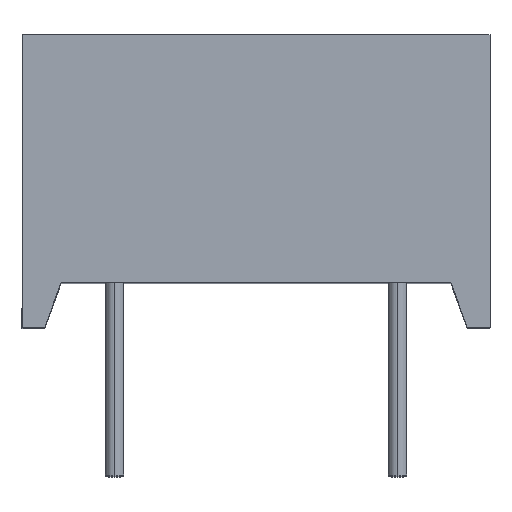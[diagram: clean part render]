
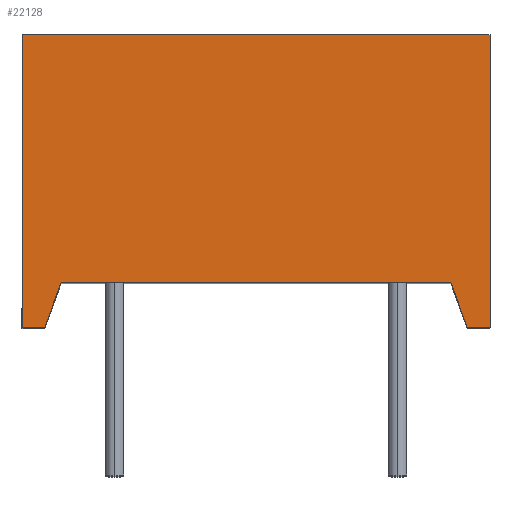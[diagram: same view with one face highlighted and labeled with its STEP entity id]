
A CAD part, top view. The second image highlights one B-rep face of the part: STEP entity #22128.
In plain terms, the highlighted planar face has unit normal (0, 0, 1).
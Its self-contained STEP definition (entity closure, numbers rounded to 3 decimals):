
#147 = VERTEX_POINT ( 'NONE', #13496 ) ;
#160 = CARTESIAN_POINT ( 'NONE',  ( 2.389, 1.192, 9.5 ) ) ;
#161 = LINE ( 'NONE', #160, #213 ) ;
#212 = DIRECTION ( 'NONE',  ( -0.342, 0.94, 0. ) ) ;
#213 = VECTOR ( 'NONE', #212, 1000. ) ;
#279 = DIRECTION ( 'NONE',  ( 1., 0., 0. ) ) ;
#280 = DIRECTION ( 'NONE',  ( 0., 0., 1. ) ) ;
#281 = CARTESIAN_POINT ( 'NONE',  ( -6.3, -7.87, 9.5 ) ) ;
#282 = AXIS2_PLACEMENT_3D ( 'NONE', #281, #280, #279 ) ;
#285 = PLANE ( 'NONE',  #282 ) ;
#300 = FACE_OUTER_BOUND ( 'NONE', #22124, .T. ) ;
#1122 = DIRECTION ( 'NONE',  ( 1., 0., 0. ) ) ;
#1123 = VECTOR ( 'NONE', #1122, 1000. ) ;
#1124 = CARTESIAN_POINT ( 'NONE',  ( -6.3, -7.87, 9.5 ) ) ;
#1125 = LINE ( 'NONE', #1124, #1123 ) ;
#1126 = CARTESIAN_POINT ( 'NONE',  ( 6.3, -7.87, 9.5 ) ) ;
#1128 = CARTESIAN_POINT ( 'NONE',  ( 5.687, -7.87, 9.5 ) ) ;
#2087 = CARTESIAN_POINT ( 'NONE',  ( -6.3, 0., 9.5 ) ) ;
#2158 = DIRECTION ( 'NONE',  ( 1., 0., 0. ) ) ;
#2159 = VECTOR ( 'NONE', #2158, 1000. ) ;
#2160 = CARTESIAN_POINT ( 'NONE',  ( -6.3, 0., 9.5 ) ) ;
#2161 = LINE ( 'NONE', #2160, #2159 ) ;
#2183 = CARTESIAN_POINT ( 'NONE',  ( 5.25, -6.67, 9.5 ) ) ;
#2347 = DIRECTION ( 'NONE',  ( -1., 0., 0. ) ) ;
#2348 = VECTOR ( 'NONE', #2347, 1000. ) ;
#2349 = CARTESIAN_POINT ( 'NONE',  ( -11.697, -6.67, 9.5 ) ) ;
#2350 = LINE ( 'NONE', #2349, #2348 ) ;
#7660 = CARTESIAN_POINT ( 'NONE',  ( 6.3, 0., 9.5 ) ) ;
#7782 = DIRECTION ( 'NONE',  ( 0., 1., 0. ) ) ;
#7783 = VECTOR ( 'NONE', #7782, 1000. ) ;
#7784 = CARTESIAN_POINT ( 'NONE',  ( 6.3, -7.87, 9.5 ) ) ;
#7785 = LINE ( 'NONE', #7784, #7783 ) ;
#8146 = DIRECTION ( 'NONE',  ( -0.342, -0.94, 0. ) ) ;
#8147 = VECTOR ( 'NONE', #8146, 1000. ) ;
#8148 = CARTESIAN_POINT ( 'NONE',  ( -5.125, -6.327, 9.5 ) ) ;
#8149 = LINE ( 'NONE', #8148, #8147 ) ;
#8210 = CARTESIAN_POINT ( 'NONE',  ( -5.25, -6.67, 9.5 ) ) ;
#8344 = CARTESIAN_POINT ( 'NONE',  ( -5.687, -7.87, 9.5 ) ) ;
#9831 = DIRECTION ( 'NONE',  ( 0., 1., 0. ) ) ;
#9832 = VECTOR ( 'NONE', #9831, 1000. ) ;
#9833 = CARTESIAN_POINT ( 'NONE',  ( -6.3, -7.87, 9.5 ) ) ;
#9838 = LINE ( 'NONE', #9833, #9832 ) ;
#9966 = DIRECTION ( 'NONE',  ( 1., 0., 0. ) ) ;
#9967 = VECTOR ( 'NONE', #9966, 1000. ) ;
#9968 = CARTESIAN_POINT ( 'NONE',  ( -6.3, -7.87, 9.5 ) ) ;
#9969 = LINE ( 'NONE', #9968, #9967 ) ;
#12642 = ORIENTED_EDGE ( 'NONE', *, *, #22041, .T. ) ;
#12643 = ORIENTED_EDGE ( 'NONE', *, *, #22002, .F. ) ;
#12721 = VERTEX_POINT ( 'NONE', #7660 ) ;
#12799 = EDGE_CURVE ( 'NONE', #22424, #12721, #7785, .T. ) ;
#12944 = EDGE_CURVE ( 'NONE', #12955, #13019, #8149, .T. ) ;
#12955 = VERTEX_POINT ( 'NONE', #8210 ) ;
#13019 = VERTEX_POINT ( 'NONE', #8344 ) ;
#13034 = ORIENTED_EDGE ( 'NONE', *, *, #12799, .T. ) ;
#13232 = ORIENTED_EDGE ( 'NONE', *, *, #22822, .F. ) ;
#13496 = CARTESIAN_POINT ( 'NONE',  ( -6.3, -7.87, 9.5 ) ) ;
#22002 = EDGE_CURVE ( 'NONE', #147, #22795, #9838, .T. ) ;
#22041 = EDGE_CURVE ( 'NONE', #147, #13019, #9969, .T. ) ;
#22067 = EDGE_CURVE ( 'NONE', #22420, #22850, #161, .T. ) ;
#22121 = ORIENTED_EDGE ( 'NONE', *, *, #22426, .T. ) ;
#22122 = ORIENTED_EDGE ( 'NONE', *, *, #22067, .F. ) ;
#22124 = EDGE_LOOP ( 'NONE', ( #22126, #22125, #22122, #22121, #13034, #13232, #12643, #12642 ) ) ;
#22125 = ORIENTED_EDGE ( 'NONE', *, *, #22899, .F. ) ;
#22126 = ORIENTED_EDGE ( 'NONE', *, *, #12944, .F. ) ;
#22128 = ADVANCED_FACE ( 'NONE', ( #300 ), #285, .T. ) ;
#22420 = VERTEX_POINT ( 'NONE', #1128 ) ;
#22424 = VERTEX_POINT ( 'NONE', #1126 ) ;
#22426 = EDGE_CURVE ( 'NONE', #22420, #22424, #1125, .T. ) ;
#22795 = VERTEX_POINT ( 'NONE', #2087 ) ;
#22822 = EDGE_CURVE ( 'NONE', #22795, #12721, #2161, .T. ) ;
#22850 = VERTEX_POINT ( 'NONE', #2183 ) ;
#22899 = EDGE_CURVE ( 'NONE', #22850, #12955, #2350, .T. ) ;
